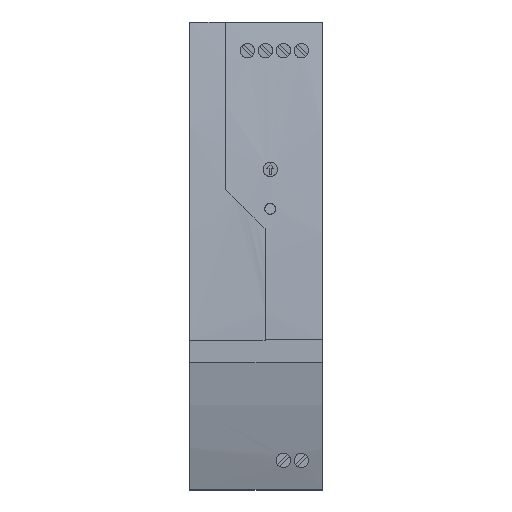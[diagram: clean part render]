
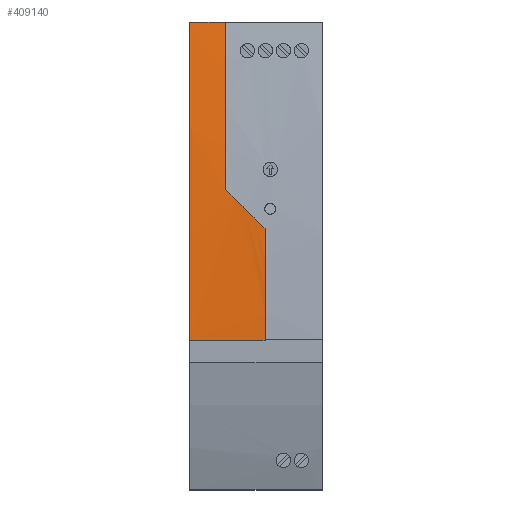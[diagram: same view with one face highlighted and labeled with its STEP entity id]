
A CAD part, top view. The second image highlights one B-rep face of the part: STEP entity #409140.
In plain terms, the highlighted cylindrical face has radius 549.75 mm (diameter 1099.5 mm), a partial arc.
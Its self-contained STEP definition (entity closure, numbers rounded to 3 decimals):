
#379000=CARTESIAN_POINT('',(50.1,115.084,8.));
#379010=VERTEX_POINT('',#379000);
#379340=CARTESIAN_POINT('',(50.1,115.084,
18.));
#379350=VERTEX_POINT('',#379340);
#379380=CARTESIAN_POINT('',(50.1,115.084,0.));
#379390=DIRECTION('',(0.,0.,1.));
#379400=VECTOR('',#379390,1.);
#379410=LINE('',#379380,#379400);
#379420=EDGE_CURVE('',#379010,#379350,#379410,.T.);
#380110=CARTESIAN_POINT('',(-53.669,-424.783,8.));
#380120=DIRECTION('',(0.,0.,-1.));
#380130=DIRECTION('',(0.,1.,0.));
#380140=AXIS2_PLACEMENT_3D('',#380110,#380120,#380130);
#380150=CIRCLE('',#380140,549.75);
#380160=CARTESIAN_POINT('',(-38.672,124.762,8.));
#380170=VERTEX_POINT('',#380160);
#380180=EDGE_CURVE('',#380170,#379010,#380150,.T.);
#408720=CARTESIAN_POINT('',(-53.669,-424.783,
-3.994));
#408730=DIRECTION('',(0.,0.,-1.));
#408740=DIRECTION('',(0.,1.,0.));
#408750=AXIS2_PLACEMENT_3D('',#408720,#408730,#408740);
#408760=CYLINDRICAL_SURFACE('',#408750,549.75);
#408770=ORIENTED_EDGE('',*,*,#380180,.F.);
#408780=ORIENTED_EDGE('',*,*,#379420,.F.);
#408790=CARTESIAN_POINT('',(-53.669,-424.783,
18.025));
#408800=DIRECTION('',(0.,0.,
1.));
#408810=DIRECTION('',(-0.999,0.037,
0.));
#408820=AXIS2_PLACEMENT_3D('',#408790,#408800,#408810);
#408830=ELLIPSE('',#408820,549.75,549.75);
#408840=CARTESIAN_POINT('',(3.496,121.987,
18.014));
#408850=VERTEX_POINT('',#408840);
#408860=EDGE_CURVE('',#379350,#408850,#408830,.T.);
#408870=ORIENTED_EDGE('',*,*,#408860,.F.);
#408880=CARTESIAN_POINT('',(-53.669,-424.783,
54.995));
#408890=DIRECTION('',(0.706,-0.026,
0.708));
#408900=DIRECTION('',(-0.708,0.026,
0.706));
#408910=AXIS2_PLACEMENT_3D('',#408880,#408890,#408900);
#408920=ELLIPSE('',#408910,776.383,549.75);
#408930=CARTESIAN_POINT('',(-7.504,123.025,
29.014));
#408940=VERTEX_POINT('',#408930);
#408950=EDGE_CURVE('',#408850,#408940,#408920,.T.);
#408960=ORIENTED_EDGE('',*,*,#408950,.F.);
#408970=CARTESIAN_POINT('',(-53.669,-424.783,
29.008));
#408980=DIRECTION('',(0.,0.,
1.));
#408990=DIRECTION('',(-0.999,0.037,
0.));
#409000=AXIS2_PLACEMENT_3D('',#408970,#408980,#408990);
#409010=ELLIPSE('',#409000,549.75,549.75);
#409020=CARTESIAN_POINT('',(-38.672,124.762,
29.007));
#409030=VERTEX_POINT('',#409020);
#409040=EDGE_CURVE('',#408940,#409030,#409010,.T.);
#409050=ORIENTED_EDGE('',*,*,#409040,.F.);
#409060=CARTESIAN_POINT('',(-38.672,124.762,
-3.994));
#409070=DIRECTION('',(0.,0.,1.));
#409080=VECTOR('',#409070,1.);
#409090=LINE('',#409060,#409080);
#409100=EDGE_CURVE('',#380170,#409030,#409090,.T.);
#409110=ORIENTED_EDGE('',*,*,#409100,.T.);
#409120=EDGE_LOOP('',(#409110,#409050,#408960,#408870,#408780,#408770));
#409130=FACE_OUTER_BOUND('',#409120,.T.);
#409140=ADVANCED_FACE('',(#409130),#408760,.T.);
